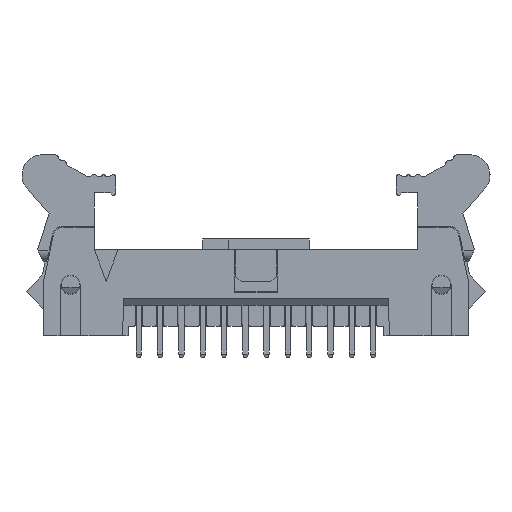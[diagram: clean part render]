
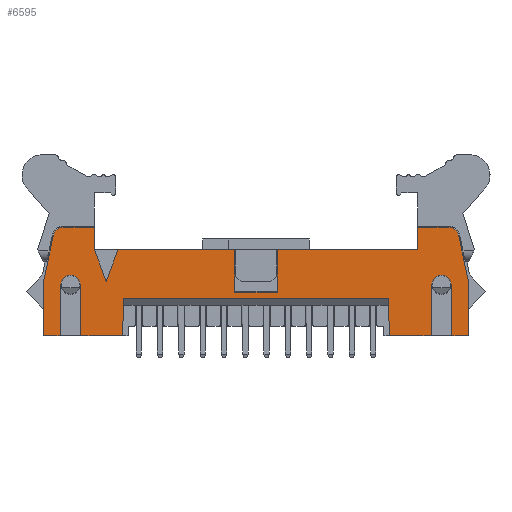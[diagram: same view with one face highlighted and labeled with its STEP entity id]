
A CAD part, front view. The second image highlights one B-rep face of the part: STEP entity #6595.
In plain terms, the highlighted planar face has unit normal (0, -1, 0).
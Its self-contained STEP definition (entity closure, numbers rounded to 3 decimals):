
#4754=CARTESIAN_POINT('',(-2.,-2.975,4.1));
#4755=VERTEX_POINT('',#4754);
#4762=CARTESIAN_POINT('',(2.,-2.975,4.1));
#4763=VERTEX_POINT('',#4762);
#4764=CARTESIAN_POINT('',(2.,-2.975,4.1));
#4765=DIRECTION('',(-1.,0.,0.));
#4766=VECTOR('',#4765,4.);
#4767=LINE('',#4764,#4766);
#4768=EDGE_CURVE('',#4763,#4755,#4767,.T.);
#6007=CARTESIAN_POINT('',(-19.95,-2.975,0.));
#6008=VERTEX_POINT('',#6007);
#6015=CARTESIAN_POINT('',(-19.95,-2.975,5.));
#6016=VERTEX_POINT('',#6015);
#6017=CARTESIAN_POINT('',(-19.95,-2.975,5.));
#6018=DIRECTION('',(0.,0.,-1.));
#6019=VECTOR('',#6018,5.);
#6020=LINE('',#6017,#6019);
#6021=EDGE_CURVE('',#6016,#6008,#6020,.T.);
#6119=CARTESIAN_POINT('',(-18.035,-2.975,10.2));
#6120=VERTEX_POINT('',#6119);
#6137=CARTESIAN_POINT('',(-19.013,-2.975,9.408));
#6138=VERTEX_POINT('',#6137);
#6145=CARTESIAN_POINT('',(-18.035,-2.975,9.2));
#6146=DIRECTION('',(0.,0.,1.));
#6147=DIRECTION('',(0.,-1.,0.));
#6148=AXIS2_PLACEMENT_3D('',#6145,#6147,#6146);
#6149=CIRCLE('',#6148,1.);
#6150=EDGE_CURVE('',#6120,#6138,#6149,.T.);
#6161=CARTESIAN_POINT('',(-18.3,-2.975,4.8));
#6162=VERTEX_POINT('',#6161);
#6169=CARTESIAN_POINT('',(-18.37,-2.975,0.));
#6170=VERTEX_POINT('',#6169);
#6171=CARTESIAN_POINT('',(-18.37,-2.975,0.));
#6172=DIRECTION('',(0.015,0.,1.));
#6173=VECTOR('',#6172,4.801);
#6174=LINE('',#6171,#6173);
#6175=EDGE_CURVE('',#6170,#6162,#6174,.T.);
#6274=CARTESIAN_POINT('',(-19.013,-2.975,9.408));
#6275=DIRECTION('',(-0.208,0.,-0.978));
#6276=VECTOR('',#6275,4.506);
#6277=LINE('',#6274,#6276);
#6278=EDGE_CURVE('',#6138,#6016,#6277,.T.);
#6314=CARTESIAN_POINT('',(-15.15,-2.975,10.2));
#6315=VERTEX_POINT('',#6314);
#6326=CARTESIAN_POINT('',(-15.15,-2.975,10.2));
#6327=DIRECTION('',(-1.,0.,0.));
#6328=VECTOR('',#6327,2.885);
#6329=LINE('',#6326,#6328);
#6330=EDGE_CURVE('',#6315,#6120,#6329,.T.);
#6351=CARTESIAN_POINT('',(-15.15,-2.975,8.1));
#6352=VERTEX_POINT('',#6351);
#6353=CARTESIAN_POINT('',(-15.15,-2.975,8.1));
#6354=DIRECTION('',(0.,0.,1.));
#6355=VECTOR('',#6354,2.1);
#6356=LINE('',#6353,#6355);
#6357=EDGE_CURVE('',#6352,#6315,#6356,.T.);
#6383=CARTESIAN_POINT('',(-2.,-2.975,8.1));
#6384=VERTEX_POINT('',#6383);
#6391=CARTESIAN_POINT('',(-2.,-2.975,4.1));
#6392=DIRECTION('',(0.,0.,1.));
#6393=VECTOR('',#6392,4.);
#6394=LINE('',#6391,#6393);
#6395=EDGE_CURVE('',#4755,#6384,#6394,.T.);
#6407=CARTESIAN_POINT('',(0.,-2.975,5.1));
#6408=DIRECTION('',(1.,0.,0.));
#6409=DIRECTION('',(0.,-1.,0.));
#6410=AXIS2_PLACEMENT_3D('',#6407,#6409,#6408);
#6411=PLANE('',#6410);
#6412=CARTESIAN_POINT('',(-19.95,-2.975,0.));
#6413=DIRECTION('',(1.,0.,0.));
#6414=VECTOR('',#6413,1.58);
#6415=LINE('',#6412,#6414);
#6416=EDGE_CURVE('',#6008,#6170,#6415,.T.);
#6417=ORIENTED_EDGE('',*,*,#6416,.T.);
#6418=ORIENTED_EDGE('',*,*,#6175,.T.);
#6419=CARTESIAN_POINT('',(-16.5,-2.975,4.8));
#6420=VERTEX_POINT('',#6419);
#6421=CARTESIAN_POINT('',(-17.4,-2.975,4.8));
#6422=DIRECTION('',(-1.,0.,0.));
#6423=DIRECTION('',(0.,1.,0.));
#6424=AXIS2_PLACEMENT_3D('',#6421,#6423,#6422);
#6425=CIRCLE('',#6424,0.9);
#6426=EDGE_CURVE('',#6162,#6420,#6425,.T.);
#6427=ORIENTED_EDGE('',*,*,#6426,.T.);
#6428=CARTESIAN_POINT('',(-16.43,-2.975,0.));
#6429=VERTEX_POINT('',#6428);
#6430=CARTESIAN_POINT('',(-16.5,-2.975,4.8));
#6431=DIRECTION('',(0.015,0.,-1.));
#6432=VECTOR('',#6431,4.801);
#6433=LINE('',#6430,#6432);
#6434=EDGE_CURVE('',#6420,#6429,#6433,.T.);
#6435=ORIENTED_EDGE('',*,*,#6434,.T.);
#6436=CARTESIAN_POINT('',(-12.5,-2.975,0.));
#6437=VERTEX_POINT('',#6436);
#6438=CARTESIAN_POINT('',(-16.43,-2.975,0.));
#6439=DIRECTION('',(1.,0.,0.));
#6440=VECTOR('',#6439,3.93);
#6441=LINE('',#6438,#6440);
#6442=EDGE_CURVE('',#6429,#6437,#6441,.T.);
#6443=ORIENTED_EDGE('',*,*,#6442,.T.);
#6444=CARTESIAN_POINT('',(-12.439,-2.975,3.5));
#6445=VERTEX_POINT('',#6444);
#6446=CARTESIAN_POINT('',(-12.5,-2.975,0.));
#6447=DIRECTION('',(0.017,0.,1.));
#6448=VECTOR('',#6447,3.501);
#6449=LINE('',#6446,#6448);
#6450=EDGE_CURVE('',#6437,#6445,#6449,.T.);
#6451=ORIENTED_EDGE('',*,*,#6450,.T.);
#6452=CARTESIAN_POINT('',(12.439,-2.975,3.5));
#6453=VERTEX_POINT('',#6452);
#6454=CARTESIAN_POINT('',(-12.439,-2.975,3.5));
#6455=DIRECTION('',(1.,0.,0.));
#6456=VECTOR('',#6455,24.878);
#6457=LINE('',#6454,#6456);
#6458=EDGE_CURVE('',#6445,#6453,#6457,.T.);
#6459=ORIENTED_EDGE('',*,*,#6458,.T.);
#6460=CARTESIAN_POINT('',(12.5,-2.975,0.));
#6461=VERTEX_POINT('',#6460);
#6462=CARTESIAN_POINT('',(12.5,-2.975,0.));
#6463=DIRECTION('',(-0.017,0.,1.));
#6464=VECTOR('',#6463,3.501);
#6465=LINE('',#6462,#6464);
#6466=EDGE_CURVE('',#6461,#6453,#6465,.T.);
#6467=ORIENTED_EDGE('',*,*,#6466,.F.);
#6468=CARTESIAN_POINT('',(16.43,-2.975,0.));
#6469=VERTEX_POINT('',#6468);
#6470=CARTESIAN_POINT('',(16.43,-2.975,0.));
#6471=DIRECTION('',(-1.,0.,0.));
#6472=VECTOR('',#6471,3.93);
#6473=LINE('',#6470,#6472);
#6474=EDGE_CURVE('',#6469,#6461,#6473,.T.);
#6475=ORIENTED_EDGE('',*,*,#6474,.F.);
#6476=CARTESIAN_POINT('',(16.5,-2.975,4.8));
#6477=VERTEX_POINT('',#6476);
#6478=CARTESIAN_POINT('',(16.5,-2.975,4.8));
#6479=DIRECTION('',(-0.015,0.,-1.));
#6480=VECTOR('',#6479,4.801);
#6481=LINE('',#6478,#6480);
#6482=EDGE_CURVE('',#6477,#6469,#6481,.T.);
#6483=ORIENTED_EDGE('',*,*,#6482,.F.);
#6484=CARTESIAN_POINT('',(18.3,-2.975,4.8));
#6485=VERTEX_POINT('',#6484);
#6486=CARTESIAN_POINT('',(17.4,-2.975,4.8));
#6487=DIRECTION('',(1.,0.,0.));
#6488=DIRECTION('',(0.,-1.,0.));
#6489=AXIS2_PLACEMENT_3D('',#6486,#6488,#6487);
#6490=CIRCLE('',#6489,0.9);
#6491=EDGE_CURVE('',#6485,#6477,#6490,.T.);
#6492=ORIENTED_EDGE('',*,*,#6491,.F.);
#6493=CARTESIAN_POINT('',(18.37,-2.975,0.));
#6494=VERTEX_POINT('',#6493);
#6495=CARTESIAN_POINT('',(18.37,-2.975,0.));
#6496=DIRECTION('',(-0.015,0.,1.));
#6497=VECTOR('',#6496,4.801);
#6498=LINE('',#6495,#6497);
#6499=EDGE_CURVE('',#6494,#6485,#6498,.T.);
#6500=ORIENTED_EDGE('',*,*,#6499,.F.);
#6501=CARTESIAN_POINT('',(19.95,-2.975,0.));
#6502=VERTEX_POINT('',#6501);
#6503=CARTESIAN_POINT('',(19.95,-2.975,0.));
#6504=DIRECTION('',(-1.,0.,0.));
#6505=VECTOR('',#6504,1.58);
#6506=LINE('',#6503,#6505);
#6507=EDGE_CURVE('',#6502,#6494,#6506,.T.);
#6508=ORIENTED_EDGE('',*,*,#6507,.F.);
#6509=CARTESIAN_POINT('',(19.95,-2.975,5.));
#6510=VERTEX_POINT('',#6509);
#6511=CARTESIAN_POINT('',(19.95,-2.975,5.));
#6512=DIRECTION('',(0.,0.,-1.));
#6513=VECTOR('',#6512,5.);
#6514=LINE('',#6511,#6513);
#6515=EDGE_CURVE('',#6510,#6502,#6514,.T.);
#6516=ORIENTED_EDGE('',*,*,#6515,.F.);
#6517=CARTESIAN_POINT('',(19.013,-2.975,9.408));
#6518=VERTEX_POINT('',#6517);
#6519=CARTESIAN_POINT('',(19.013,-2.975,9.408));
#6520=DIRECTION('',(0.208,0.,-0.978));
#6521=VECTOR('',#6520,4.506);
#6522=LINE('',#6519,#6521);
#6523=EDGE_CURVE('',#6518,#6510,#6522,.T.);
#6524=ORIENTED_EDGE('',*,*,#6523,.F.);
#6525=CARTESIAN_POINT('',(18.035,-2.975,10.2));
#6526=VERTEX_POINT('',#6525);
#6527=CARTESIAN_POINT('',(18.035,-2.975,9.2));
#6528=DIRECTION('',(0.,0.,1.));
#6529=DIRECTION('',(0.,1.,0.));
#6530=AXIS2_PLACEMENT_3D('',#6527,#6529,#6528);
#6531=CIRCLE('',#6530,1.);
#6532=EDGE_CURVE('',#6526,#6518,#6531,.T.);
#6533=ORIENTED_EDGE('',*,*,#6532,.F.);
#6534=CARTESIAN_POINT('',(15.15,-2.975,10.2));
#6535=VERTEX_POINT('',#6534);
#6536=CARTESIAN_POINT('',(15.15,-2.975,10.2));
#6537=DIRECTION('',(1.,0.,0.));
#6538=VECTOR('',#6537,2.885);
#6539=LINE('',#6536,#6538);
#6540=EDGE_CURVE('',#6535,#6526,#6539,.T.);
#6541=ORIENTED_EDGE('',*,*,#6540,.F.);
#6542=CARTESIAN_POINT('',(15.15,-2.975,8.1));
#6543=VERTEX_POINT('',#6542);
#6544=CARTESIAN_POINT('',(15.15,-2.975,8.1));
#6545=DIRECTION('',(0.,0.,1.));
#6546=VECTOR('',#6545,2.1);
#6547=LINE('',#6544,#6546);
#6548=EDGE_CURVE('',#6543,#6535,#6547,.T.);
#6549=ORIENTED_EDGE('',*,*,#6548,.F.);
#6550=CARTESIAN_POINT('',(2.,-2.975,8.1));
#6551=VERTEX_POINT('',#6550);
#6552=CARTESIAN_POINT('',(15.15,-2.975,8.1));
#6553=DIRECTION('',(-1.,0.,0.));
#6554=VECTOR('',#6553,13.15);
#6555=LINE('',#6552,#6554);
#6556=EDGE_CURVE('',#6543,#6551,#6555,.T.);
#6557=ORIENTED_EDGE('',*,*,#6556,.T.);
#6558=CARTESIAN_POINT('',(2.,-2.975,8.1));
#6559=DIRECTION('',(0.,0.,-1.));
#6560=VECTOR('',#6559,4.);
#6561=LINE('',#6558,#6560);
#6562=EDGE_CURVE('',#6551,#4763,#6561,.T.);
#6563=ORIENTED_EDGE('',*,*,#6562,.T.);
#6564=ORIENTED_EDGE('',*,*,#4768,.T.);
#6565=ORIENTED_EDGE('',*,*,#6395,.T.);
#6566=CARTESIAN_POINT('',(-12.95,-2.975,8.1));
#6567=VERTEX_POINT('',#6566);
#6568=CARTESIAN_POINT('',(-2.,-2.975,8.1));
#6569=DIRECTION('',(-1.,0.,0.));
#6570=VECTOR('',#6569,10.95);
#6571=LINE('',#6568,#6570);
#6572=EDGE_CURVE('',#6384,#6567,#6571,.T.);
#6573=ORIENTED_EDGE('',*,*,#6572,.T.);
#6574=CARTESIAN_POINT('',(-14.05,-2.975,5.1));
#6575=VERTEX_POINT('',#6574);
#6576=CARTESIAN_POINT('',(-12.95,-2.975,8.1));
#6577=DIRECTION('',(-0.344,0.,-0.939));
#6578=VECTOR('',#6577,3.195);
#6579=LINE('',#6576,#6578);
#6580=EDGE_CURVE('',#6567,#6575,#6579,.T.);
#6581=ORIENTED_EDGE('',*,*,#6580,.T.);
#6582=CARTESIAN_POINT('',(-14.05,-2.975,5.1));
#6583=DIRECTION('',(-0.344,0.,0.939));
#6584=VECTOR('',#6583,3.195);
#6585=LINE('',#6582,#6584);
#6586=EDGE_CURVE('',#6575,#6352,#6585,.T.);
#6587=ORIENTED_EDGE('',*,*,#6586,.T.);
#6588=ORIENTED_EDGE('',*,*,#6357,.T.);
#6589=ORIENTED_EDGE('',*,*,#6330,.T.);
#6590=ORIENTED_EDGE('',*,*,#6150,.T.);
#6591=ORIENTED_EDGE('',*,*,#6278,.T.);
#6592=ORIENTED_EDGE('',*,*,#6021,.T.);
#6593=EDGE_LOOP('',(#6417,#6418,#6427,#6435,#6443,#6451,#6459,#6467,#6475,#6483,#6492,#6500,#6508,#6516,#6524,#6533,#6541,#6549,#6557,#6563,#6564,#6565,#6573,#6581,#6587,#6588,#6589,#6590,#6591,#6592));
#6594=FACE_OUTER_BOUND('',#6593,.T.);
#6595=ADVANCED_FACE('',(#6594),#6411,.T.);
